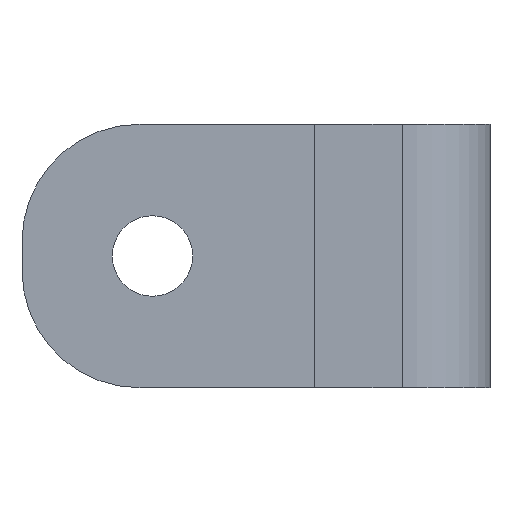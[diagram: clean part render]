
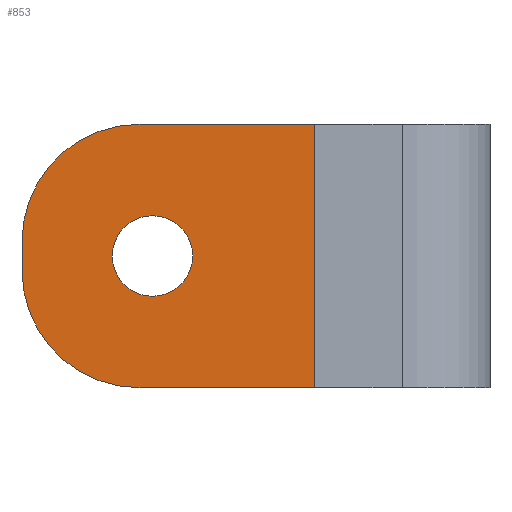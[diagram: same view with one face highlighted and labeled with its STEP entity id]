
A CAD part, left-side view. The second image highlights one B-rep face of the part: STEP entity #853.
In plain terms, the highlighted planar face has unit normal (-1, 0, 0).
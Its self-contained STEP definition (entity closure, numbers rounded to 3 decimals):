
#21=FACE_BOUND('',#139,.T.);
#36=PLANE('',#931);
#85=FACE_OUTER_BOUND('',#138,.T.);
#138=EDGE_LOOP('',(#629,#630,#631,#632,#633,#634));
#139=EDGE_LOOP('',(#635));
#198=LINE('',#1310,#270);
#209=LINE('',#1346,#281);
#210=LINE('',#1350,#282);
#211=LINE('',#1353,#283);
#270=VECTOR('',#1034,10.);
#281=VECTOR('',#1065,10.);
#282=VECTOR('',#1070,10.);
#283=VECTOR('',#1073,10.);
#351=CIRCLE('',#932,8.);
#352=CIRCLE('',#933,8.);
#353=CIRCLE('',#934,2.75);
#395=VERTEX_POINT('',#1308);
#396=VERTEX_POINT('',#1309);
#405=VERTEX_POINT('',#1333);
#411=VERTEX_POINT('',#1344);
#412=VERTEX_POINT('',#1348);
#413=VERTEX_POINT('',#1351);
#414=VERTEX_POINT('',#1354);
#478=EDGE_CURVE('',#395,#396,#198,.T.);
#496=EDGE_CURVE('',#411,#405,#209,.T.);
#497=EDGE_CURVE('',#396,#412,#351,.T.);
#498=EDGE_CURVE('',#405,#395,#210,.T.);
#499=EDGE_CURVE('',#413,#411,#352,.T.);
#500=EDGE_CURVE('',#412,#413,#211,.T.);
#501=EDGE_CURVE('',#414,#414,#353,.T.);
#629=ORIENTED_EDGE('',*,*,#497,.F.);
#630=ORIENTED_EDGE('',*,*,#478,.F.);
#631=ORIENTED_EDGE('',*,*,#498,.F.);
#632=ORIENTED_EDGE('',*,*,#496,.F.);
#633=ORIENTED_EDGE('',*,*,#499,.F.);
#634=ORIENTED_EDGE('',*,*,#500,.F.);
#635=ORIENTED_EDGE('',*,*,#501,.F.);
#853=ADVANCED_FACE('',(#85,#21),#36,.T.);
#931=AXIS2_PLACEMENT_3D('',#1347,#1066,#1067);
#932=AXIS2_PLACEMENT_3D('',#1349,#1068,#1069);
#933=AXIS2_PLACEMENT_3D('',#1352,#1071,#1072);
#934=AXIS2_PLACEMENT_3D('',#1355,#1074,#1075);
#1034=DIRECTION('',(0.,1.,0.));
#1065=DIRECTION('',(0.,-1.,0.));
#1066=DIRECTION('center_axis',(-1.,0.,0.));
#1067=DIRECTION('ref_axis',(0.,0.,-1.));
#1068=DIRECTION('center_axis',(1.,0.,0.));
#1069=DIRECTION('ref_axis',(0.,0.707,-0.707));
#1070=DIRECTION('',(0.,0.,-1.));
#1071=DIRECTION('center_axis',(1.,0.,0.));
#1072=DIRECTION('ref_axis',(0.,0.707,0.707));
#1073=DIRECTION('',(0.,0.,1.));
#1074=DIRECTION('center_axis',(-1.,0.,0.));
#1075=DIRECTION('ref_axis',(0.,0.,-1.));
#1308=CARTESIAN_POINT('',(0.,-2.083,-0.083));
#1309=CARTESIAN_POINT('',(0.,9.917,-0.083));
#1310=CARTESIAN_POINT('',(0.,4.917,-0.083));
#1333=CARTESIAN_POINT('',(0.,-2.083,17.917));
#1344=CARTESIAN_POINT('',(0.,9.917,17.917));
#1346=CARTESIAN_POINT('',(0.,4.917,17.917));
#1347=CARTESIAN_POINT('Origin',(0.,7.917,
9.417));
#1348=CARTESIAN_POINT('',(0.,17.917,7.917));
#1349=CARTESIAN_POINT('Origin',(0.,9.917,
7.917));
#1350=CARTESIAN_POINT('',(0.,-2.083,9.417));
#1351=CARTESIAN_POINT('',(0.,17.917,9.917));
#1352=CARTESIAN_POINT('Origin',(0.,9.917,
9.917));
#1353=CARTESIAN_POINT('',(0.,17.917,9.167));
#1354=CARTESIAN_POINT('',(0.,9.,11.667));
#1355=CARTESIAN_POINT('Origin',(0.,9.,8.917));
